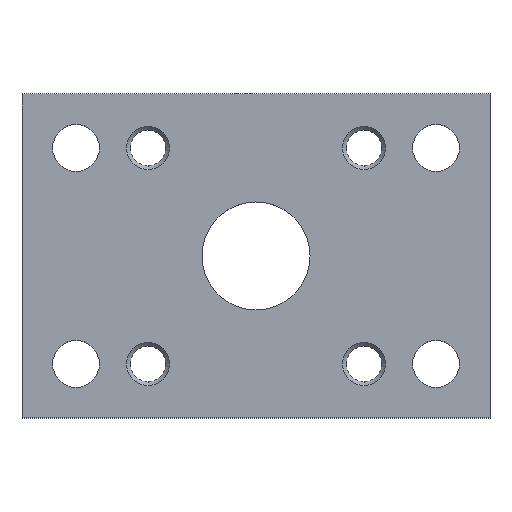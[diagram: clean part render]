
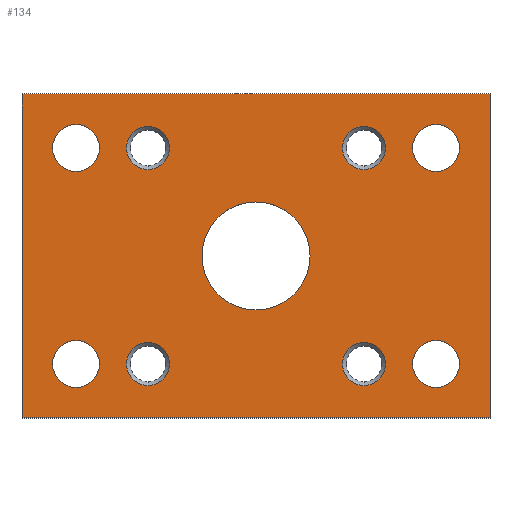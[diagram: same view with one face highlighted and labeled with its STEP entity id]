
A CAD part, top view. The second image highlights one B-rep face of the part: STEP entity #134.
In plain terms, the highlighted planar face has unit normal (0, 0, 1).
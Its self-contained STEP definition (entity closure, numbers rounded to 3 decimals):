
#134=ADVANCED_FACE('',(#267,#268,#269,#270,#271,#272,#273,#274,#275,#276),#277,.T.);
#267=FACE_BOUND('',#413,.T.);
#268=FACE_BOUND('',#414,.T.);
#269=FACE_BOUND('',#415,.T.);
#270=FACE_BOUND('',#416,.T.);
#271=FACE_BOUND('',#417,.T.);
#272=FACE_BOUND('',#418,.T.);
#273=FACE_BOUND('',#419,.T.);
#274=FACE_BOUND('',#420,.T.);
#275=FACE_BOUND('',#421,.T.);
#276=FACE_OUTER_BOUND('',#422,.T.);
#277=PLANE('',#423);
#413=EDGE_LOOP('',(#903,#904));
#414=EDGE_LOOP('',(#905,#906));
#415=EDGE_LOOP('',(#907,#908));
#416=EDGE_LOOP('',(#909,#910));
#417=EDGE_LOOP('',(#911,#912));
#418=EDGE_LOOP('',(#913,#914));
#419=EDGE_LOOP('',(#915,#916));
#420=EDGE_LOOP('',(#917,#918));
#421=EDGE_LOOP('',(#919,#920));
#422=EDGE_LOOP('',(#921,#922,#923,#924));
#423=AXIS2_PLACEMENT_3D('',#925,#926,#927);
#903=ORIENTED_EDGE('',*,*,#1027,.T.);
#904=ORIENTED_EDGE('',*,*,#1113,.T.);
#905=ORIENTED_EDGE('',*,*,#1016,.T.);
#906=ORIENTED_EDGE('',*,*,#1115,.T.);
#907=ORIENTED_EDGE('',*,*,#1005,.T.);
#908=ORIENTED_EDGE('',*,*,#1117,.T.);
#909=ORIENTED_EDGE('',*,*,#994,.T.);
#910=ORIENTED_EDGE('',*,*,#1119,.T.);
#911=ORIENTED_EDGE('',*,*,#981,.T.);
#912=ORIENTED_EDGE('',*,*,#1121,.T.);
#913=ORIENTED_EDGE('',*,*,#977,.T.);
#914=ORIENTED_EDGE('',*,*,#1122,.T.);
#915=ORIENTED_EDGE('',*,*,#973,.T.);
#916=ORIENTED_EDGE('',*,*,#1123,.T.);
#917=ORIENTED_EDGE('',*,*,#969,.T.);
#918=ORIENTED_EDGE('',*,*,#1124,.T.);
#919=ORIENTED_EDGE('',*,*,#965,.T.);
#920=ORIENTED_EDGE('',*,*,#1125,.T.);
#921=ORIENTED_EDGE('',*,*,#1126,.T.);
#922=ORIENTED_EDGE('',*,*,#1127,.T.);
#923=ORIENTED_EDGE('',*,*,#1128,.T.);
#924=ORIENTED_EDGE('',*,*,#1129,.T.);
#925=CARTESIAN_POINT('',(0.0,0.0,5.0));
#926=DIRECTION('',(0.0,0.0,1.0));
#927=DIRECTION('',(1.0,0.0,0.0));
#965=EDGE_CURVE('',#1137,#1134,#1138,.T.);
#969=EDGE_CURVE('',#1145,#1142,#1146,.T.);
#973=EDGE_CURVE('',#1153,#1150,#1154,.T.);
#977=EDGE_CURVE('',#1161,#1158,#1162,.T.);
#981=EDGE_CURVE('',#1169,#1166,#1170,.T.);
#994=EDGE_CURVE('',#1187,#1190,#1192,.T.);
#1005=EDGE_CURVE('',#1206,#1209,#1211,.T.);
#1016=EDGE_CURVE('',#1225,#1228,#1230,.T.);
#1027=EDGE_CURVE('',#1244,#1247,#1249,.T.);
#1113=EDGE_CURVE('',#1247,#1244,#1387,.T.);
#1115=EDGE_CURVE('',#1228,#1225,#1389,.T.);
#1117=EDGE_CURVE('',#1209,#1206,#1391,.T.);
#1119=EDGE_CURVE('',#1190,#1187,#1393,.T.);
#1121=EDGE_CURVE('',#1166,#1169,#1395,.T.);
#1122=EDGE_CURVE('',#1158,#1161,#1396,.T.);
#1123=EDGE_CURVE('',#1150,#1153,#1397,.T.);
#1124=EDGE_CURVE('',#1142,#1145,#1398,.T.);
#1125=EDGE_CURVE('',#1134,#1137,#1399,.T.);
#1126=EDGE_CURVE('',#1400,#1401,#1402,.T.);
#1127=EDGE_CURVE('',#1401,#1403,#1404,.T.);
#1128=EDGE_CURVE('',#1403,#1405,#1406,.T.);
#1129=EDGE_CURVE('',#1405,#1400,#1407,.T.);
#1134=VERTEX_POINT('',#1412);
#1137=VERTEX_POINT('',#1416);
#1138=CIRCLE('',#1417,7.5);
#1142=VERTEX_POINT('',#1422);
#1145=VERTEX_POINT('',#1426);
#1146=CIRCLE('',#1427,3.25);
#1150=VERTEX_POINT('',#1432);
#1153=VERTEX_POINT('',#1436);
#1154=CIRCLE('',#1437,3.25);
#1158=VERTEX_POINT('',#1442);
#1161=VERTEX_POINT('',#1446);
#1162=CIRCLE('',#1447,3.25);
#1166=VERTEX_POINT('',#1452);
#1169=VERTEX_POINT('',#1456);
#1170=CIRCLE('',#1457,3.25);
#1187=VERTEX_POINT('',#1479);
#1190=VERTEX_POINT('',#1483);
#1192=CIRCLE('',#1486,3.0);
#1206=VERTEX_POINT('',#1504);
#1209=VERTEX_POINT('',#1508);
#1211=CIRCLE('',#1511,3.0);
#1225=VERTEX_POINT('',#1529);
#1228=VERTEX_POINT('',#1533);
#1230=CIRCLE('',#1536,3.0);
#1244=VERTEX_POINT('',#1554);
#1247=VERTEX_POINT('',#1558);
#1249=CIRCLE('',#1561,3.0);
#1387=CIRCLE('',#1759,3.0);
#1389=CIRCLE('',#1761,3.0);
#1391=CIRCLE('',#1763,3.0);
#1393=CIRCLE('',#1765,3.0);
#1395=CIRCLE('',#1767,3.25);
#1396=CIRCLE('',#1768,3.25);
#1397=CIRCLE('',#1769,3.25);
#1398=CIRCLE('',#1770,3.25);
#1399=CIRCLE('',#1771,7.5);
#1400=VERTEX_POINT('',#1772);
#1401=VERTEX_POINT('',#1773);
#1402=LINE('',#1774,#1775);
#1403=VERTEX_POINT('',#1776);
#1404=LINE('',#1777,#1778);
#1405=VERTEX_POINT('',#1779);
#1406=LINE('',#1780,#1781);
#1407=LINE('',#1782,#1783);
#1412=CARTESIAN_POINT('',(7.5,0.,5.0));
#1416=CARTESIAN_POINT('',(-7.5,0.,5.0));
#1417=AXIS2_PLACEMENT_3D('',#1793,#1794,#1795);
#1422=CARTESIAN_POINT('',(-21.75,-15.0,5.0));
#1426=CARTESIAN_POINT('',(-28.25,-15.0,5.0));
#1427=AXIS2_PLACEMENT_3D('',#1801,#1802,#1803);
#1432=CARTESIAN_POINT('',(-21.75,15.0,5.0));
#1436=CARTESIAN_POINT('',(-28.25,15.0,5.0));
#1437=AXIS2_PLACEMENT_3D('',#1809,#1810,#1811);
#1442=CARTESIAN_POINT('',(28.25,-15.0,5.0));
#1446=CARTESIAN_POINT('',(21.75,-15.0,5.0));
#1447=AXIS2_PLACEMENT_3D('',#1817,#1818,#1819);
#1452=CARTESIAN_POINT('',(28.25,15.0,5.0));
#1456=CARTESIAN_POINT('',(21.75,15.0,5.0));
#1457=AXIS2_PLACEMENT_3D('',#1825,#1826,#1827);
#1479=CARTESIAN_POINT('',(-15.0,-12.0,5.0));
#1483=CARTESIAN_POINT('',(-15.0,-18.0,5.0));
#1486=AXIS2_PLACEMENT_3D('',#1850,#1851,#1852);
#1504=CARTESIAN_POINT('',(-15.0,18.0,5.0));
#1508=CARTESIAN_POINT('',(-15.0,12.0,5.0));
#1511=AXIS2_PLACEMENT_3D('',#1871,#1872,#1873);
#1529=CARTESIAN_POINT('',(15.0,-12.0,5.0));
#1533=CARTESIAN_POINT('',(15.0,-18.0,5.0));
#1536=AXIS2_PLACEMENT_3D('',#1892,#1893,#1894);
#1554=CARTESIAN_POINT('',(15.0,18.0,5.0));
#1558=CARTESIAN_POINT('',(15.0,12.0,5.0));
#1561=AXIS2_PLACEMENT_3D('',#1913,#1914,#1915);
#1759=AXIS2_PLACEMENT_3D('',#2051,#2052,#2053);
#1761=AXIS2_PLACEMENT_3D('',#2057,#2058,#2059);
#1763=AXIS2_PLACEMENT_3D('',#2063,#2064,#2065);
#1765=AXIS2_PLACEMENT_3D('',#2069,#2070,#2071);
#1767=AXIS2_PLACEMENT_3D('',#2075,#2076,#2077);
#1768=AXIS2_PLACEMENT_3D('',#2078,#2079,#2080);
#1769=AXIS2_PLACEMENT_3D('',#2081,#2082,#2083);
#1770=AXIS2_PLACEMENT_3D('',#2084,#2085,#2086);
#1771=AXIS2_PLACEMENT_3D('',#2087,#2088,#2089);
#1772=CARTESIAN_POINT('',(32.5,-22.5,5.0));
#1773=CARTESIAN_POINT('',(32.5,22.5,5.0));
#1774=CARTESIAN_POINT('',(32.5,0.0,5.0));
#1775=VECTOR('',#2090,1.0);
#1776=CARTESIAN_POINT('',(-32.5,22.5,5.0));
#1777=CARTESIAN_POINT('',(0.0,22.5,5.0));
#1778=VECTOR('',#2091,1.0);
#1779=CARTESIAN_POINT('',(-32.5,-22.5,5.0));
#1780=CARTESIAN_POINT('',(-32.5,0.0,5.0));
#1781=VECTOR('',#2092,1.0);
#1782=CARTESIAN_POINT('',(0.0,-22.5,5.0));
#1783=VECTOR('',#2093,1.0);
#1793=CARTESIAN_POINT('',(0.0,0.0,5.0));
#1794=DIRECTION('',(0.0,0.0,-1.0));
#1795=DIRECTION('',(1.0,0.0,0.0));
#1801=CARTESIAN_POINT('',(-25.0,-15.0,5.0));
#1802=DIRECTION('',(0.0,0.0,-1.0));
#1803=DIRECTION('',(1.0,0.0,0.0));
#1809=CARTESIAN_POINT('',(-25.0,15.0,5.0));
#1810=DIRECTION('',(0.0,0.0,-1.0));
#1811=DIRECTION('',(1.0,0.0,0.0));
#1817=CARTESIAN_POINT('',(25.0,-15.0,5.0));
#1818=DIRECTION('',(0.0,0.0,-1.0));
#1819=DIRECTION('',(1.0,0.0,0.0));
#1825=CARTESIAN_POINT('',(25.0,15.0,5.0));
#1826=DIRECTION('',(0.0,0.0,-1.0));
#1827=DIRECTION('',(1.0,0.0,0.0));
#1850=CARTESIAN_POINT('',(-15.0,-15.0,5.0));
#1851=DIRECTION('',(0.0,0.0,-1.0));
#1852=DIRECTION('',(0.0,1.0,0.0));
#1871=CARTESIAN_POINT('',(-15.0,15.0,5.0));
#1872=DIRECTION('',(0.0,0.0,-1.0));
#1873=DIRECTION('',(0.0,1.0,0.0));
#1892=CARTESIAN_POINT('',(15.0,-15.0,5.0));
#1893=DIRECTION('',(0.0,0.0,-1.0));
#1894=DIRECTION('',(0.0,1.0,0.0));
#1913=CARTESIAN_POINT('',(15.0,15.0,5.0));
#1914=DIRECTION('',(0.0,0.0,-1.0));
#1915=DIRECTION('',(0.0,1.0,0.0));
#2051=CARTESIAN_POINT('',(15.0,15.0,5.0));
#2052=DIRECTION('',(0.0,0.0,-1.0));
#2053=DIRECTION('',(0.0,1.0,0.0));
#2057=CARTESIAN_POINT('',(15.0,-15.0,5.0));
#2058=DIRECTION('',(0.0,0.0,-1.0));
#2059=DIRECTION('',(0.0,1.0,0.0));
#2063=CARTESIAN_POINT('',(-15.0,15.0,5.0));
#2064=DIRECTION('',(0.0,0.0,-1.0));
#2065=DIRECTION('',(0.0,1.0,0.0));
#2069=CARTESIAN_POINT('',(-15.0,-15.0,5.0));
#2070=DIRECTION('',(0.0,0.0,-1.0));
#2071=DIRECTION('',(0.0,1.0,0.0));
#2075=CARTESIAN_POINT('',(25.0,15.0,5.0));
#2076=DIRECTION('',(0.0,0.0,-1.0));
#2077=DIRECTION('',(1.0,0.0,0.0));
#2078=CARTESIAN_POINT('',(25.0,-15.0,5.0));
#2079=DIRECTION('',(0.0,0.0,-1.0));
#2080=DIRECTION('',(1.0,0.0,0.0));
#2081=CARTESIAN_POINT('',(-25.0,15.0,5.0));
#2082=DIRECTION('',(0.0,0.0,-1.0));
#2083=DIRECTION('',(1.0,0.0,0.0));
#2084=CARTESIAN_POINT('',(-25.0,-15.0,5.0));
#2085=DIRECTION('',(0.0,0.0,-1.0));
#2086=DIRECTION('',(1.0,0.0,0.0));
#2087=CARTESIAN_POINT('',(0.0,0.0,5.0));
#2088=DIRECTION('',(0.0,0.0,-1.0));
#2089=DIRECTION('',(1.0,0.0,0.0));
#2090=DIRECTION('',(0.0,1.0,0.0));
#2091=DIRECTION('',(-1.0,0.0,0.0));
#2092=DIRECTION('',(0.0,-1.0,0.0));
#2093=DIRECTION('',(1.0,0.0,0.0));
